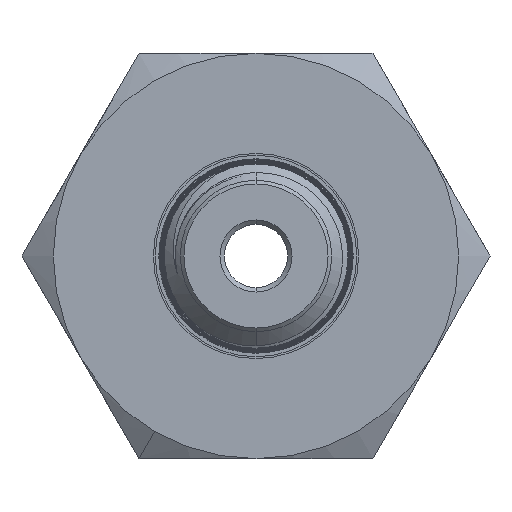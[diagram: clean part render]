
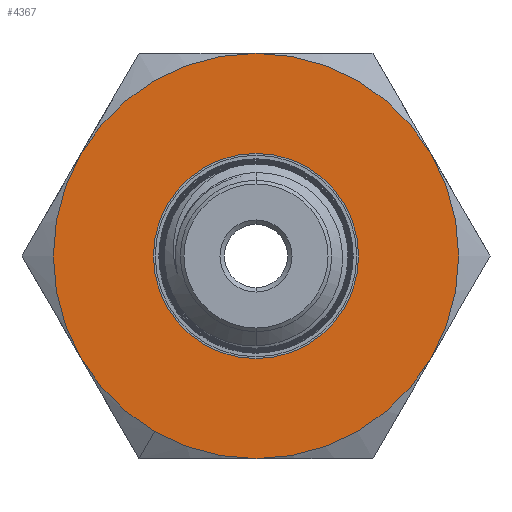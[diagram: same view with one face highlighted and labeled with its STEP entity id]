
A CAD part, left-side view. The second image highlights one B-rep face of the part: STEP entity #4367.
In plain terms, the highlighted planar face has unit normal (-1, 0, 0).
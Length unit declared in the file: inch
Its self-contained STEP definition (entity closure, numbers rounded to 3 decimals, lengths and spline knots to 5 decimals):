
#103 = ORIENTED_EDGE ( 'NONE', *, *, #7279, .F. ) ;
#257 = CIRCLE ( 'NONE', #8179, 0.5625 ) ;
#370 = DIRECTION ( 'NONE',  ( 0., 1., 0. ) ) ;
#762 = EDGE_CURVE ( 'NONE', #3059, #15055, #17599, .T. ) ;
#970 = CARTESIAN_POINT ( 'NONE',  ( -0.937, 0.28475, 0. ) ) ;
#1253 = FACE_OUTER_BOUND ( 'NONE', #10889, .T. ) ;
#1574 = DIRECTION ( 'NONE',  ( 0., 1., 0. ) ) ;
#1604 = VERTEX_POINT ( 'NONE', #970 ) ;
#1613 = CIRCLE ( 'NONE', #13021, 0.28475 ) ;
#1728 = VERTEX_POINT ( 'NONE', #5364 ) ;
#1891 = CARTESIAN_POINT ( 'NONE',  ( -0.937, 0.28475, 0. ) ) ;
#2019 = CIRCLE ( 'NONE', #18350, 0.28475 ) ;
#2078 = VERTEX_POINT ( 'NONE', #16507 ) ;
#2090 = ORIENTED_EDGE ( 'NONE', *, *, #13156, .F. ) ;
#2096 = DIRECTION ( 'NONE',  ( 0., 1., 0. ) ) ;
#2295 = ORIENTED_EDGE ( 'NONE', *, *, #11706, .F. ) ;
#2488 = ORIENTED_EDGE ( 'NONE', *, *, #762, .F. ) ;
#3059 = VERTEX_POINT ( 'NONE', #8524 ) ;
#3103 = ORIENTED_EDGE ( 'NONE', *, *, #3878, .F. ) ;
#3241 = AXIS2_PLACEMENT_3D ( 'NONE', #16956, #15573, #4012 ) ;
#3244 = CARTESIAN_POINT ( 'NONE',  ( -0.937, 0., 0. ) ) ;
#3844 = DIRECTION ( 'NONE',  ( 1., 0., 0. ) ) ;
#3878 = EDGE_CURVE ( 'NONE', #13129, #2078, #10082, .T. ) ;
#3964 = CARTESIAN_POINT ( 'NONE',  ( -0.937, 0., 0. ) ) ;
#4012 = DIRECTION ( 'NONE',  ( 0., 1., 0. ) ) ;
#4367 = ADVANCED_FACE ( 'NONE', ( #7809, #1253 ), #12013, .T. ) ;
#4743 = DIRECTION ( 'NONE',  ( 0., -1., 0. ) ) ;
#5083 = CARTESIAN_POINT ( 'NONE',  ( -0.937, 0., 0. ) ) ;
#5188 = CARTESIAN_POINT ( 'NONE',  ( -0.937, -0.28475, 0. ) ) ;
#5364 = CARTESIAN_POINT ( 'NONE',  ( -0.937, -0.48714, 0.28125 ) ) ;
#5978 = EDGE_LOOP ( 'NONE', ( #13956, #12911 ) ) ;
#6233 = ORIENTED_EDGE ( 'NONE', *, *, #15749, .F. ) ;
#6586 = ORIENTED_EDGE ( 'NONE', *, *, #14627, .F. ) ;
#6630 = VERTEX_POINT ( 'NONE', #9545 ) ;
#6756 = AXIS2_PLACEMENT_3D ( 'NONE', #18569, #14267, #12949 ) ;
#7279 = EDGE_CURVE ( 'NONE', #15055, #13129, #9378, .T. ) ;
#7809 = FACE_BOUND ( 'NONE', #5978, .T. ) ;
#8179 = AXIS2_PLACEMENT_3D ( 'NONE', #3964, #3844, #12746 ) ;
#8524 = CARTESIAN_POINT ( 'NONE',  ( -0.937, 0., -0.5625 ) ) ;
#9016 = AXIS2_PLACEMENT_3D ( 'NONE', #9163, #10569, #17817 ) ;
#9045 = DIRECTION ( 'NONE',  ( 1., 0., 0. ) ) ;
#9051 = CIRCLE ( 'NONE', #6756, 0.5625 ) ;
#9163 = CARTESIAN_POINT ( 'NONE',  ( -0.937, 0., 0. ) ) ;
#9378 = CIRCLE ( 'NONE', #9016, 0.5625 ) ;
#9545 = CARTESIAN_POINT ( 'NONE',  ( -0.937, 0., 0.5625 ) ) ;
#9550 = DIRECTION ( 'NONE',  ( 1., 0., 0. ) ) ;
#9720 = CARTESIAN_POINT ( 'NONE',  ( -0.937, 0.5625, 0. ) ) ;
#10082 = CIRCLE ( 'NONE', #17105, 0.5625 ) ;
#10569 = DIRECTION ( 'NONE',  ( 1., 0., 0. ) ) ;
#10658 = CARTESIAN_POINT ( 'NONE',  ( -0.937, 0.48714, -0.28125 ) ) ;
#10889 = EDGE_LOOP ( 'NONE', ( #6233, #3103, #103, #2488, #6586, #2295, #2090 ) ) ;
#11706 = EDGE_CURVE ( 'NONE', #1728, #13085, #14514, .T. ) ;
#12013 = PLANE ( 'NONE',  #16495 ) ;
#12403 = DIRECTION ( 'NONE',  ( 1., 0., 0. ) ) ;
#12746 = DIRECTION ( 'NONE',  ( 0., 1., 0. ) ) ;
#12772 = AXIS2_PLACEMENT_3D ( 'NONE', #13200, #13135, #1574 ) ;
#12911 = ORIENTED_EDGE ( 'NONE', *, *, #16411, .T. ) ;
#12949 = DIRECTION ( 'NONE',  ( 0., 1., 0. ) ) ;
#13021 = AXIS2_PLACEMENT_3D ( 'NONE', #3244, #13342, #17816 ) ;
#13085 = VERTEX_POINT ( 'NONE', #18491 ) ;
#13129 = VERTEX_POINT ( 'NONE', #9720 ) ;
#13135 = DIRECTION ( 'NONE',  ( 1., 0., 0. ) ) ;
#13156 = EDGE_CURVE ( 'NONE', #6630, #1728, #257, .T. ) ;
#13200 = CARTESIAN_POINT ( 'NONE',  ( -0.937, 0., 0. ) ) ;
#13342 = DIRECTION ( 'NONE',  ( 1., 0., 0. ) ) ;
#13591 = EDGE_CURVE ( 'NONE', #1604, #13834, #1613, .T. ) ;
#13834 = VERTEX_POINT ( 'NONE', #5188 ) ;
#13956 = ORIENTED_EDGE ( 'NONE', *, *, #13591, .T. ) ;
#14267 = DIRECTION ( 'NONE',  ( 1., 0., 0. ) ) ;
#14514 = CIRCLE ( 'NONE', #12772, 0.5625 ) ;
#14627 = EDGE_CURVE ( 'NONE', #13085, #3059, #17430, .T. ) ;
#14801 = AXIS2_PLACEMENT_3D ( 'NONE', #5083, #9550, #15229 ) ;
#15055 = VERTEX_POINT ( 'NONE', #10658 ) ;
#15229 = DIRECTION ( 'NONE',  ( 0., 1., 0. ) ) ;
#15573 = DIRECTION ( 'NONE',  ( 1., 0., 0. ) ) ;
#15749 = EDGE_CURVE ( 'NONE', #2078, #6630, #9051, .T. ) ;
#16346 = DIRECTION ( 'NONE',  ( -1., 0., 0. ) ) ;
#16411 = EDGE_CURVE ( 'NONE', #13834, #1604, #2019, .T. ) ;
#16495 = AXIS2_PLACEMENT_3D ( 'NONE', #1891, #16346, #4743 ) ;
#16507 = CARTESIAN_POINT ( 'NONE',  ( -0.937, 0.48714, 0.28125 ) ) ;
#16627 = CARTESIAN_POINT ( 'NONE',  ( -0.937, 0., 0. ) ) ;
#16956 = CARTESIAN_POINT ( 'NONE',  ( -0.937, 0., 0. ) ) ;
#17105 = AXIS2_PLACEMENT_3D ( 'NONE', #17452, #9045, #370 ) ;
#17430 = CIRCLE ( 'NONE', #3241, 0.5625 ) ;
#17452 = CARTESIAN_POINT ( 'NONE',  ( -0.937, 0., 0. ) ) ;
#17599 = CIRCLE ( 'NONE', #14801, 0.5625 ) ;
#17816 = DIRECTION ( 'NONE',  ( 0., 1., 0. ) ) ;
#17817 = DIRECTION ( 'NONE',  ( 0., 1., 0. ) ) ;
#18350 = AXIS2_PLACEMENT_3D ( 'NONE', #16627, #12403, #2096 ) ;
#18491 = CARTESIAN_POINT ( 'NONE',  ( -0.937, -0.48714, -0.28125 ) ) ;
#18569 = CARTESIAN_POINT ( 'NONE',  ( -0.937, 0., 0. ) ) ;
